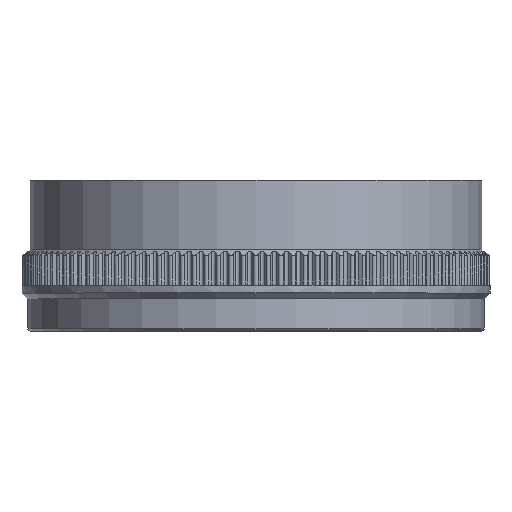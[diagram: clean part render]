
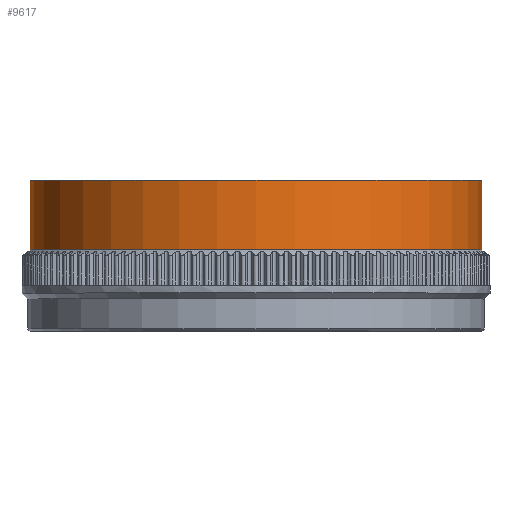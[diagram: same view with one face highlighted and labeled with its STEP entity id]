
A CAD part, top view. The second image highlights one B-rep face of the part: STEP entity #9617.
In plain terms, the highlighted cylindrical face has radius 18.39 mm (diameter 36.779 mm), a full revolution.
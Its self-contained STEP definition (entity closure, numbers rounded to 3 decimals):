
#501=CYLINDRICAL_SURFACE('',#10641,18.39);
#1004=FACE_OUTER_BOUND('',#1507,.T.);
#1507=EDGE_LOOP('',(#8872,#8873,#8874,#8875));
#2231=LINE('',#20939,#2953);
#2953=VECTOR('',#13387,18.39);
#3467=CIRCLE('',#10638,18.39);
#3469=CIRCLE('',#10642,18.39);
#4453=VERTEX_POINT('',#20930);
#4455=VERTEX_POINT('',#20937);
#5925=EDGE_CURVE('',#4453,#4453,#3467,.T.);
#5928=EDGE_CURVE('',#4455,#4455,#3469,.T.);
#5929=EDGE_CURVE('',#4455,#4453,#2231,.T.);
#8872=ORIENTED_EDGE('',*,*,#5928,.F.);
#8873=ORIENTED_EDGE('',*,*,#5929,.T.);
#8874=ORIENTED_EDGE('',*,*,#5925,.F.);
#8875=ORIENTED_EDGE('',*,*,#5929,.F.);
#9617=ADVANCED_FACE('',(#1004),#501,.T.);
#10638=AXIS2_PLACEMENT_3D('',#20931,#13376,#13377);
#10641=AXIS2_PLACEMENT_3D('',#20936,#13383,#13384);
#10642=AXIS2_PLACEMENT_3D('',#20938,#13385,#13386);
#13376=DIRECTION('center_axis',(0.,-1.,0.));
#13377=DIRECTION('ref_axis',(1.,0.,0.));
#13383=DIRECTION('center_axis',(0.,1.,0.));
#13384=DIRECTION('ref_axis',(1.,0.,0.));
#13385=DIRECTION('center_axis',(0.,1.,0.));
#13386=DIRECTION('ref_axis',(1.,0.,0.));
#13387=DIRECTION('',(0.,-1.,0.));
#20930=CARTESIAN_POINT('',(-18.39,6.655,0.));
#20931=CARTESIAN_POINT('Origin',(0.,6.655,0.));
#20936=CARTESIAN_POINT('Origin',(0.,9.6,0.));
#20937=CARTESIAN_POINT('',(-18.39,12.267,0.));
#20938=CARTESIAN_POINT('Origin',(0.,12.267,0.));
#20939=CARTESIAN_POINT('',(-18.39,9.6,0.));
